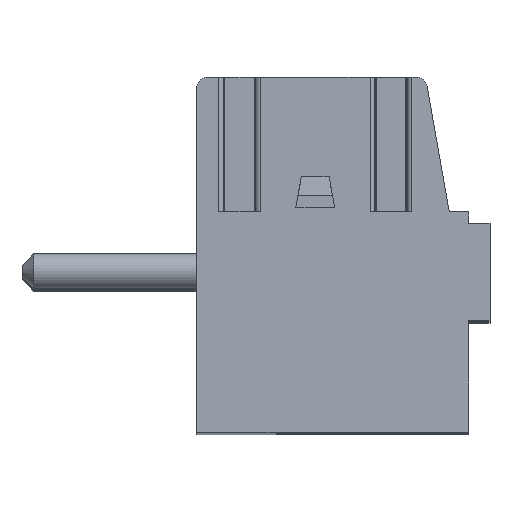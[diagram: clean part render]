
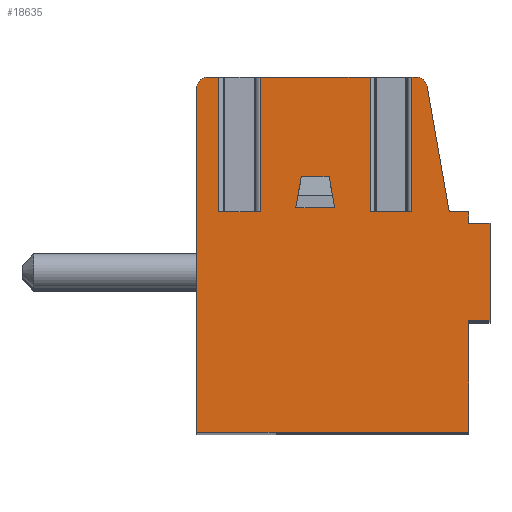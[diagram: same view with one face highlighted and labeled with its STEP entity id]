
A CAD part, top view. The second image highlights one B-rep face of the part: STEP entity #18635.
In plain terms, the highlighted planar face has unit normal (0, 0, 1).
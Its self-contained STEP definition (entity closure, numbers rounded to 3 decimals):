
#2669=DIRECTION('',(-1.,0.,0.));
#2670=VECTOR('',#2669,1.07);
#2671=CARTESIAN_POINT('',(2.035,1.105,1.75));
#2672=LINE('',#2671,#2670);
#2673=DIRECTION('',(0.,1.,0.));
#2674=VECTOR('',#2673,3.47);
#2675=CARTESIAN_POINT('',(2.035,1.105,1.75));
#2676=LINE('',#2675,#2674);
#2677=DIRECTION('',(1.,0.,0.));
#2678=VECTOR('',#2677,0.101);
#2679=CARTESIAN_POINT('',(2.035,4.575,1.75));
#2680=LINE('',#2679,#2678);
#2681=CARTESIAN_POINT('',(2.136,4.275,1.75));
#2682=DIRECTION('',(0.,0.,-1.));
#2683=DIRECTION('',(0.,1.,0.));
#2684=AXIS2_PLACEMENT_3D('',#2681,#2682,#2683);
#2686=DIRECTION('',(0.174,-0.985,0.));
#2687=VECTOR('',#2686,3.272);
#2688=CARTESIAN_POINT('',(2.432,4.327,1.75));
#2689=LINE('',#2688,#2687);
#2690=DIRECTION('',(1.,0.,0.));
#2691=VECTOR('',#2690,0.5);
#2692=CARTESIAN_POINT('',(3.,1.105,1.75));
#2693=LINE('',#2692,#2691);
#2694=DIRECTION('',(0.,-1.,0.));
#2695=VECTOR('',#2694,0.3);
#2696=CARTESIAN_POINT('',(3.5,1.105,1.75));
#2697=LINE('',#2696,#2695);
#2698=DIRECTION('',(0.,-1.,0.));
#2699=VECTOR('',#2698,2.88);
#2700=CARTESIAN_POINT('',(3.5,-1.695,1.75));
#2701=LINE('',#2700,#2699);
#2702=DIRECTION('',(-1.,0.,0.));
#2703=VECTOR('',#2702,7.);
#2704=CARTESIAN_POINT('',(3.5,-4.575,1.75));
#2705=LINE('',#2704,#2703);
#2706=DIRECTION('',(0.,1.,0.));
#2707=VECTOR('',#2706,8.85);
#2708=CARTESIAN_POINT('',(-3.5,-4.575,1.75));
#2709=LINE('',#2708,#2707);
#2710=CARTESIAN_POINT('',(-3.2,4.275,1.75));
#2711=DIRECTION('',(0.,0.,-1.));
#2712=DIRECTION('',(-1.,0.,0.));
#2713=AXIS2_PLACEMENT_3D('',#2710,#2711,#2712);
#2715=DIRECTION('',(1.,0.,0.));
#2716=VECTOR('',#2715,0.265);
#2717=CARTESIAN_POINT('',(-3.2,4.575,1.75));
#2718=LINE('',#2717,#2716);
#2719=DIRECTION('',(0.,1.,0.));
#2720=VECTOR('',#2719,3.47);
#2721=CARTESIAN_POINT('',(-2.935,1.105,1.75));
#2722=LINE('',#2721,#2720);
#2723=DIRECTION('',(-1.,0.,0.));
#2724=VECTOR('',#2723,1.07);
#2725=CARTESIAN_POINT('',(-1.865,1.105,1.75));
#2726=LINE('',#2725,#2724);
#2727=DIRECTION('',(0.,1.,0.));
#2728=VECTOR('',#2727,3.47);
#2729=CARTESIAN_POINT('',(-1.865,1.105,1.75));
#2730=LINE('',#2729,#2728);
#2731=DIRECTION('',(1.,0.,0.));
#2732=VECTOR('',#2731,2.83);
#2733=CARTESIAN_POINT('',(-1.865,4.575,1.75));
#2734=LINE('',#2733,#2732);
#2735=DIRECTION('',(0.,1.,0.));
#2736=VECTOR('',#2735,3.47);
#2737=CARTESIAN_POINT('',(0.965,1.105,1.75));
#2738=LINE('',#2737,#2736);
#2739=DIRECTION('',(-1.,0.,0.));
#2740=VECTOR('',#2739,0.718);
#2741=CARTESIAN_POINT('',(-0.091,2.005,1.75));
#2742=LINE('',#2741,#2740);
#2743=DIRECTION('',(-0.174,-0.985,0.));
#2744=VECTOR('',#2743,0.812);
#2745=CARTESIAN_POINT('',(-0.809,2.005,1.75));
#2746=LINE('',#2745,#2744);
#2747=DIRECTION('',(1.,0.,0.));
#2748=VECTOR('',#2747,1.);
#2749=CARTESIAN_POINT('',(-0.95,1.205,1.75));
#2750=LINE('',#2749,#2748);
#2751=DIRECTION('',(-0.174,0.985,0.));
#2752=VECTOR('',#2751,0.812);
#2753=CARTESIAN_POINT('',(0.05,1.205,1.75));
#2754=LINE('',#2753,#2752);
#2975=DIRECTION('',(-1.,0.,0.));
#2976=VECTOR('',#2975,0.55);
#2977=CARTESIAN_POINT('',(4.05,0.805,1.75));
#2978=LINE('',#2977,#2976);
#3573=DIRECTION('',(0.,1.,0.));
#3574=VECTOR('',#3573,2.5);
#3575=CARTESIAN_POINT('',(4.05,-1.695,1.75));
#3576=LINE('',#3575,#3574);
#3717=DIRECTION('',(1.,0.,0.));
#3718=VECTOR('',#3717,0.55);
#3719=CARTESIAN_POINT('',(3.5,-1.695,1.75));
#3720=LINE('',#3719,#3718);
#11681=CARTESIAN_POINT('',(-3.5,4.275,1.75));
#11682=CARTESIAN_POINT('',(-3.2,4.575,1.75));
#11683=VERTEX_POINT('',#11681);
#11684=VERTEX_POINT('',#11682);
#11685=CARTESIAN_POINT('',(-3.5,-4.575,1.75));
#11686=VERTEX_POINT('',#11685);
#11687=CARTESIAN_POINT('',(3.5,-4.575,1.75));
#11688=VERTEX_POINT('',#11687);
#11689=CARTESIAN_POINT('',(3.5,-1.695,1.75));
#11690=VERTEX_POINT('',#11689);
#11691=CARTESIAN_POINT('',(3.5,1.105,1.75));
#11692=CARTESIAN_POINT('',(3.5,0.805,1.75));
#11693=VERTEX_POINT('',#11691);
#11694=VERTEX_POINT('',#11692);
#11695=CARTESIAN_POINT('',(3.,1.105,1.75));
#11696=VERTEX_POINT('',#11695);
#11697=CARTESIAN_POINT('',(2.432,4.327,1.75));
#11698=VERTEX_POINT('',#11697);
#11699=CARTESIAN_POINT('',(2.136,4.575,1.75));
#11700=VERTEX_POINT('',#11699);
#11838=CARTESIAN_POINT('',(4.05,-1.695,1.75));
#11840=VERTEX_POINT('',#11838);
#11842=CARTESIAN_POINT('',(4.05,0.805,1.75));
#11844=VERTEX_POINT('',#11842);
#12009=CARTESIAN_POINT('',(2.035,1.105,1.75));
#12010=CARTESIAN_POINT('',(0.965,1.105,1.75));
#12011=VERTEX_POINT('',#12009);
#12012=VERTEX_POINT('',#12010);
#12013=CARTESIAN_POINT('',(-1.865,1.105,1.75));
#12014=CARTESIAN_POINT('',(-2.935,1.105,1.75));
#12015=VERTEX_POINT('',#12013);
#12016=VERTEX_POINT('',#12014);
#12017=CARTESIAN_POINT('',(-2.935,4.575,1.75));
#12018=VERTEX_POINT('',#12017);
#12019=CARTESIAN_POINT('',(-1.865,4.575,1.75));
#12020=VERTEX_POINT('',#12019);
#12021=CARTESIAN_POINT('',(2.035,4.575,1.75));
#12022=VERTEX_POINT('',#12021);
#12023=CARTESIAN_POINT('',(0.965,4.575,1.75));
#12024=VERTEX_POINT('',#12023);
#12053=CARTESIAN_POINT('',(-0.95,1.205,1.75));
#12054=CARTESIAN_POINT('',(0.05,1.205,1.75));
#12055=VERTEX_POINT('',#12053);
#12056=VERTEX_POINT('',#12054);
#12058=CARTESIAN_POINT('',(-0.809,2.005,1.75));
#12060=VERTEX_POINT('',#12058);
#12061=CARTESIAN_POINT('',(-0.091,2.005,1.75));
#12062=VERTEX_POINT('',#12061);
#18582=CARTESIAN_POINT('',(0.,0.,1.75));
#18583=DIRECTION('',(0.,0.,1.));
#18584=DIRECTION('',(1.,0.,0.));
#18585=AXIS2_PLACEMENT_3D('',#18582,#18583,#18584);
#18586=PLANE('',#18585);
#18588=ORIENTED_EDGE('',*,*,#18587,.F.);
#18590=ORIENTED_EDGE('',*,*,#18589,.T.);
#18591=ORIENTED_EDGE('',*,*,#15208,.T.);
#18593=ORIENTED_EDGE('',*,*,#18592,.T.);
#18595=ORIENTED_EDGE('',*,*,#18594,.T.);
#18597=ORIENTED_EDGE('',*,*,#18596,.T.);
#18599=ORIENTED_EDGE('',*,*,#18598,.T.);
#18601=ORIENTED_EDGE('',*,*,#18600,.F.);
#18603=ORIENTED_EDGE('',*,*,#18602,.F.);
#18605=ORIENTED_EDGE('',*,*,#18604,.F.);
#18607=ORIENTED_EDGE('',*,*,#18606,.T.);
#18609=ORIENTED_EDGE('',*,*,#18608,.T.);
#18611=ORIENTED_EDGE('',*,*,#18610,.T.);
#18613=ORIENTED_EDGE('',*,*,#18612,.T.);
#18614=ORIENTED_EDGE('',*,*,#15173,.T.);
#18616=ORIENTED_EDGE('',*,*,#18615,.F.);
#18618=ORIENTED_EDGE('',*,*,#18617,.F.);
#18619=ORIENTED_EDGE('',*,*,#18573,.T.);
#18620=ORIENTED_EDGE('',*,*,#15224,.T.);
#18622=ORIENTED_EDGE('',*,*,#18621,.F.);
#18623=EDGE_LOOP('',(#18588,#18590,#18591,#18593,#18595,#18597,#18599,#18601,
#18603,#18605,#18607,#18609,#18611,#18613,#18614,#18616,#18618,#18619,#18620,
#18622));
#18624=FACE_OUTER_BOUND('',#18623,.F.);
#18626=ORIENTED_EDGE('',*,*,#18625,.T.);
#18628=ORIENTED_EDGE('',*,*,#18627,.T.);
#18630=ORIENTED_EDGE('',*,*,#18629,.T.);
#18632=ORIENTED_EDGE('',*,*,#18631,.T.);
#18633=EDGE_LOOP('',(#18626,#18628,#18630,#18632));
#18634=FACE_BOUND('',#18633,.F.);
#2685=CIRCLE('',#2684,0.3);
#2714=CIRCLE('',#2713,0.3);
#15173=EDGE_CURVE('',#11684,#12018,#2718,.T.);
#15208=EDGE_CURVE('',#12022,#11700,#2680,.T.);
#15224=EDGE_CURVE('',#12020,#12024,#2734,.T.);
#18573=EDGE_CURVE('',#12015,#12020,#2730,.T.);
#18587=EDGE_CURVE('',#12011,#12012,#2672,.T.);
#18589=EDGE_CURVE('',#12011,#12022,#2676,.T.);
#18592=EDGE_CURVE('',#11700,#11698,#2685,.T.);
#18594=EDGE_CURVE('',#11698,#11696,#2689,.T.);
#18596=EDGE_CURVE('',#11696,#11693,#2693,.T.);
#18598=EDGE_CURVE('',#11693,#11694,#2697,.T.);
#18600=EDGE_CURVE('',#11844,#11694,#2978,.T.);
#18602=EDGE_CURVE('',#11840,#11844,#3576,.T.);
#18604=EDGE_CURVE('',#11690,#11840,#3720,.T.);
#18606=EDGE_CURVE('',#11690,#11688,#2701,.T.);
#18608=EDGE_CURVE('',#11688,#11686,#2705,.T.);
#18610=EDGE_CURVE('',#11686,#11683,#2709,.T.);
#18612=EDGE_CURVE('',#11683,#11684,#2714,.T.);
#18615=EDGE_CURVE('',#12016,#12018,#2722,.T.);
#18617=EDGE_CURVE('',#12015,#12016,#2726,.T.);
#18621=EDGE_CURVE('',#12012,#12024,#2738,.T.);
#18625=EDGE_CURVE('',#12062,#12060,#2742,.T.);
#18627=EDGE_CURVE('',#12060,#12055,#2746,.T.);
#18629=EDGE_CURVE('',#12055,#12056,#2750,.T.);
#18631=EDGE_CURVE('',#12056,#12062,#2754,.T.);
#18635=ADVANCED_FACE('',(#18624,#18634),#18586,.T.);
